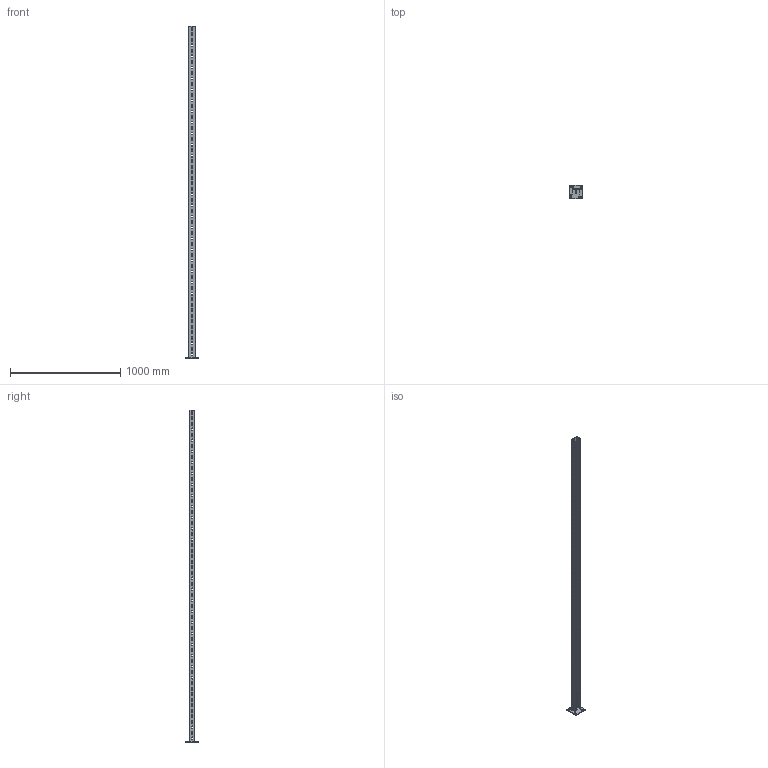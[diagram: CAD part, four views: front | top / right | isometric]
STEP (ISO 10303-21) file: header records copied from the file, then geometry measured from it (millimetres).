
FILE_DESCRIPTION (( 'STEP AP214' ), '1' );
FILE_NAME ('Äåòàë__3000.STEP', '2023-04-03T10:42:55', ( '' ), ( '' ), 'SwSTEP 2.0', 'SolidWorks 2022', '' );
FILE_SCHEMA (( 'AUTOMOTIVE_DESIGN' ));
Length unit declared in the file: millimetre
Products named in the file (1): Детал__3000
Bounding box: 120 x 120 x 3008 mm (x, y, z)
Volume: 1805808.7 mm3; surface area: 953553.4 mm2
Topology: 1 solids, 1 shells, 945 faces, 2826 edges, 1884 vertices
Faces by surface type: cylinder 560, plane 385
Entity records: 33014 total; most frequent: DIRECTION 5838, CARTESIAN_POINT 5656, ORIENTED_EDGE 5652, EDGE_CURVE 2826, AXIS2_PLACEMENT_3D 2066, VERTEX_POINT 1884, LINE 1706, VECTOR 1706
